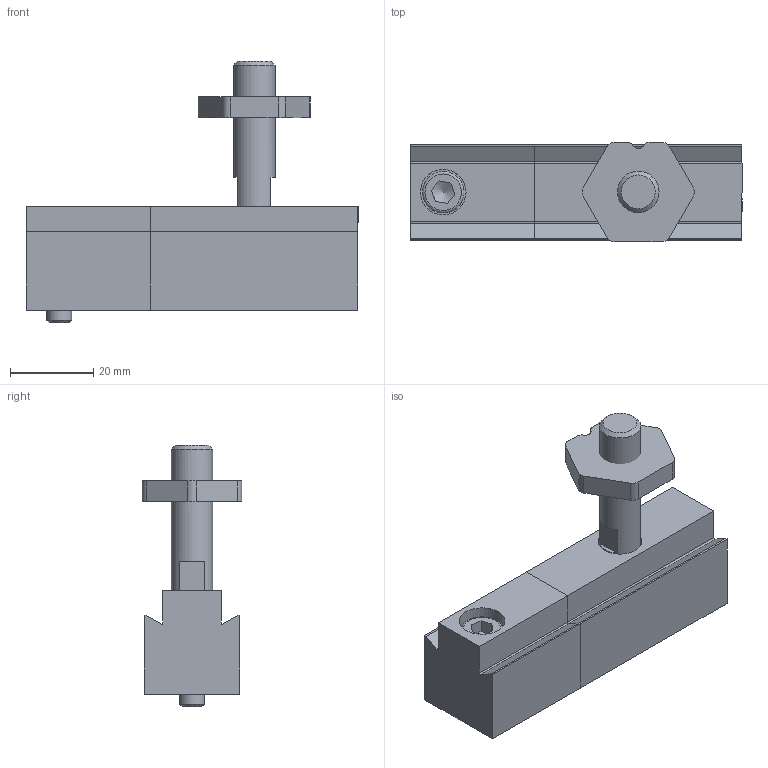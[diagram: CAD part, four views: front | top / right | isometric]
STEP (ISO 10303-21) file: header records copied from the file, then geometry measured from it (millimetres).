
FILE_DESCRIPTION(/* description */ ('Fixation panneau bois'),/* implementation_level */ '2;1');
FILE_NAME(/* name */ '13040.stp',/* time_stamp */ '2025-01-21T10:03:41+01:00',/* author */ ('Didierr'),/* organization */ (''),/* preprocessor_version */ 'ST-DEVELOPER v18.1',/* originating_system */ 'Autodesk Inventor 2021',/* authorisation */ '');
FILE_SCHEMA (('CONFIG_CONTROL_DESIGN'));
Length unit declared in the file: millimetre
Products named in the file (8): 26230; 26215; 26216; 04890; 04693; 04889; 26218; 26217
Assembly tree (7 placements, depth 2):
  26230
    26215
    26216
    04890
    04693
    04889
    26218
    26217
Bounding box: 80 x 24 x 63 mm (x, y, z)
Volume: 41856.8 mm3; surface area: 19510.1 mm2
Topology: 7 solids, 7 shells, 129 faces, 325 edges, 217 vertices
Faces by surface type: plane 79, cylinder 32, cone 10, torus 8
Full cylindrical faces by diameter (mm): 4.917 x3, 6 x3, 6.5 x2, 8.376 x1, 10 x4, 10.5 x1, 11 x2, 16 x1, 18 x1
Entity records: 4354 total; most frequent: CARTESIAN_POINT 869, DIRECTION 672, ORIENTED_EDGE 642, EDGE_CURVE 321, AXIS2_PLACEMENT_3D 245, VERTEX_POINT 217, LINE 182, VECTOR 182
